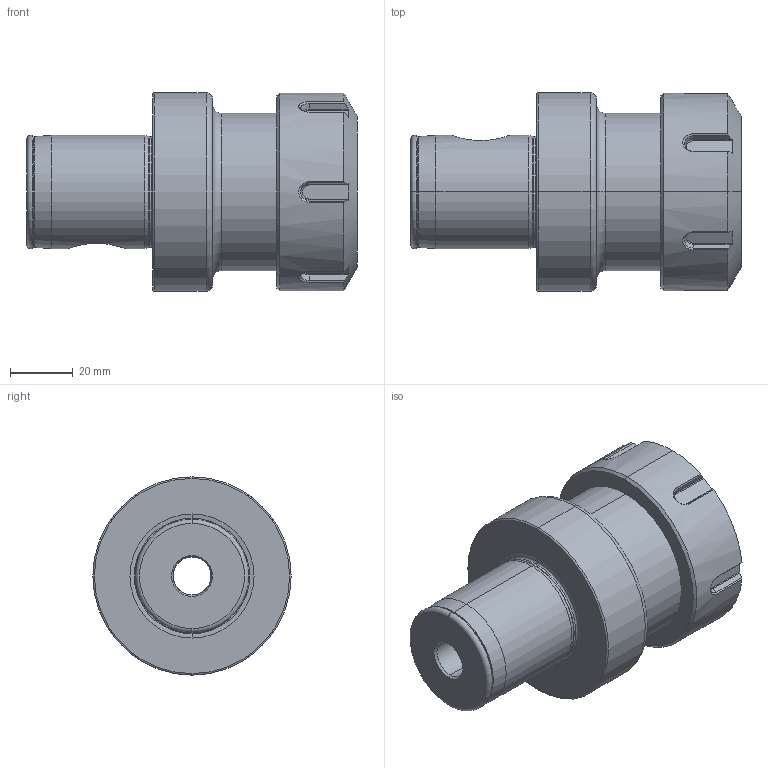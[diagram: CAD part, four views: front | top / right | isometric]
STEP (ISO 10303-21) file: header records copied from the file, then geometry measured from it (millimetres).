
FILE_DESCRIPTION (( 'STEP AP214' ), '1' );
FILE_NAME ('WH6.E40.K01.065.STEP', '2024-04-30T08:53:40', ( '' ), ( '' ), 'SwSTEP 2.0', 'SolidWorks 2022', '' );
FILE_SCHEMA (( 'AUTOMOTIVE_DESIGN' ));
Length unit declared in the file: millimetre
Products named in the file (3): E40-ER1.001.025; WH6-E40.K01.065; WH6.E40.K01.065
Assembly tree (2 placements, depth 2):
  WH6.E40.K01.065
    WH6-E40.K01.065
    E40-ER1.001.025
Bounding box: 105 x 63 x 63 mm (x, y, z)
Volume: 151571.9 mm3; surface area: 37420.6 mm2
Topology: 2 solids, 2 shells, 150 faces, 353 edges, 208 vertices
Faces by surface type: plane 55, cone 50, cylinder 23, torus 22
Entity records: 6053 total; most frequent: CARTESIAN_POINT 1472, DIRECTION 741, ORIENTED_EDGE 706, EDGE_CURVE 353, AXIS2_PLACEMENT_3D 297, VERTEX_POINT 208, EDGE_LOOP 159, FACE_OUTER_BOUND 150
